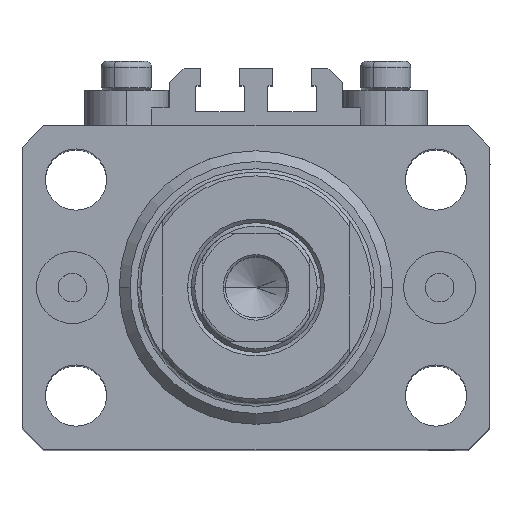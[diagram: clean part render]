
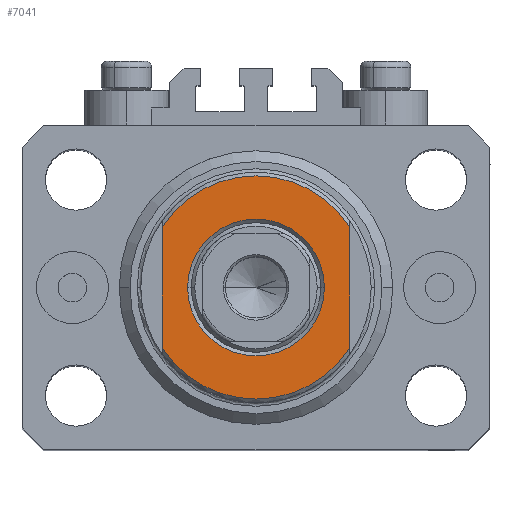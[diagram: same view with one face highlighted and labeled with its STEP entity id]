
A CAD part, top view. The second image highlights one B-rep face of the part: STEP entity #7041.
In plain terms, the highlighted face is planar.
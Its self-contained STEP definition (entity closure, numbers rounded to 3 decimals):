
#106 = CARTESIAN_POINT ( 'NONE',  ( 13., -8.441, -6.5 ) ) ;
#1885 = CARTESIAN_POINT ( 'NONE',  ( 13., -43.081, -6.5 ) ) ;
#4214 = AXIS2_PLACEMENT_3D ( 'NONE', #28397, #42469, #42943 ) ;
#5132 = CARTESIAN_POINT ( 'NONE',  ( 9.5, 0., -6.5 ) ) ;
#5710 = DIRECTION ( 'NONE',  ( 0., -1., 0. ) ) ;
#5947 = LINE ( 'NONE', #27682, #39594 ) ;
#5986 = DIRECTION ( 'NONE',  ( -1., 0., 0. ) ) ;
#6049 = VERTEX_POINT ( 'NONE', #106 ) ;
#7041 = ADVANCED_FACE ( 'NONE', ( #46522, #16712 ), #13365, .T. ) ;
#7455 = CARTESIAN_POINT ( 'NONE',  ( 13., 8.441, -6.5 ) ) ;
#8863 = DIRECTION ( 'NONE',  ( 0., 0., -1. ) ) ;
#9206 = AXIS2_PLACEMENT_3D ( 'NONE', #41312, #8863, #34641 ) ;
#10240 = VERTEX_POINT ( 'NONE', #31049 ) ;
#12555 = CARTESIAN_POINT ( 'NONE',  ( 0., 0., -6.5 ) ) ;
#13365 = PLANE ( 'NONE',  #4214 ) ;
#14098 = DIRECTION ( 'NONE',  ( 0., 0., 1. ) ) ;
#15168 = EDGE_CURVE ( 'NONE', #6049, #46341, #29773, .T. ) ;
#15467 = ORIENTED_EDGE ( 'NONE', *, *, #15168, .T. ) ;
#15542 = DIRECTION ( 'NONE',  ( -1., 0., 0. ) ) ;
#16233 = VERTEX_POINT ( 'NONE', #7455 ) ;
#16347 = VERTEX_POINT ( 'NONE', #30114 ) ;
#16431 = CIRCLE ( 'NONE', #46908, 9.5 ) ;
#16712 = FACE_OUTER_BOUND ( 'NONE', #30243, .T. ) ;
#19589 = DIRECTION ( 'NONE',  ( 0., 0., 1. ) ) ;
#20033 = DIRECTION ( 'NONE',  ( 0., -1., 0. ) ) ;
#22487 = CIRCLE ( 'NONE', #32390, 9.5 ) ;
#23614 = EDGE_CURVE ( 'NONE', #40244, #16347, #22487, .T. ) ;
#23805 = ORIENTED_EDGE ( 'NONE', *, *, #24723, .T. ) ;
#24669 = ORIENTED_EDGE ( 'NONE', *, *, #44090, .T. ) ;
#24723 = EDGE_CURVE ( 'NONE', #16347, #40244, #16431, .T. ) ;
#25542 = ORIENTED_EDGE ( 'NONE', *, *, #39493, .F. ) ;
#26369 = ORIENTED_EDGE ( 'NONE', *, *, #32684, .T. ) ;
#27540 = AXIS2_PLACEMENT_3D ( 'NONE', #12555, #44753, #38081 ) ;
#27682 = CARTESIAN_POINT ( 'NONE',  ( -13., -43.081, -6.5 ) ) ;
#28397 = CARTESIAN_POINT ( 'NONE',  ( 0., 0., -6.5 ) ) ;
#29505 = CARTESIAN_POINT ( 'NONE',  ( -13., -8.441, -6.5 ) ) ;
#29773 = CIRCLE ( 'NONE', #9206, 15.5 ) ;
#30114 = CARTESIAN_POINT ( 'NONE',  ( -9.5, 0., -6.5 ) ) ;
#30243 = EDGE_LOOP ( 'NONE', ( #24669, #26369, #15467, #25542 ) ) ;
#31049 = CARTESIAN_POINT ( 'NONE',  ( -13., 8.441, -6.5 ) ) ;
#32114 = CIRCLE ( 'NONE', #27540, 15.5 ) ;
#32390 = AXIS2_PLACEMENT_3D ( 'NONE', #41541, #19589, #15542 ) ;
#32684 = EDGE_CURVE ( 'NONE', #16233, #6049, #37696, .T. ) ;
#34641 = DIRECTION ( 'NONE',  ( -1., 0., 0. ) ) ;
#35090 = ORIENTED_EDGE ( 'NONE', *, *, #23614, .T. ) ;
#37696 = LINE ( 'NONE', #1885, #45617 ) ;
#38081 = DIRECTION ( 'NONE',  ( -1., 0., 0. ) ) ;
#39493 = EDGE_CURVE ( 'NONE', #10240, #46341, #5947, .T. ) ;
#39594 = VECTOR ( 'NONE', #20033, 1000. ) ;
#40244 = VERTEX_POINT ( 'NONE', #5132 ) ;
#40994 = EDGE_LOOP ( 'NONE', ( #23805, #35090 ) ) ;
#41312 = CARTESIAN_POINT ( 'NONE',  ( 0., 0., -6.5 ) ) ;
#41541 = CARTESIAN_POINT ( 'NONE',  ( 0., 0., -6.5 ) ) ;
#42469 = DIRECTION ( 'NONE',  ( 0., 0., -1. ) ) ;
#42943 = DIRECTION ( 'NONE',  ( -1., 0., 0. ) ) ;
#44090 = EDGE_CURVE ( 'NONE', #10240, #16233, #32114, .T. ) ;
#44753 = DIRECTION ( 'NONE',  ( 0., 0., -1. ) ) ;
#45617 = VECTOR ( 'NONE', #5710, 1000. ) ;
#46080 = CARTESIAN_POINT ( 'NONE',  ( 0., 0., -6.5 ) ) ;
#46341 = VERTEX_POINT ( 'NONE', #29505 ) ;
#46522 = FACE_BOUND ( 'NONE', #40994, .T. ) ;
#46908 = AXIS2_PLACEMENT_3D ( 'NONE', #46080, #14098, #5986 ) ;
